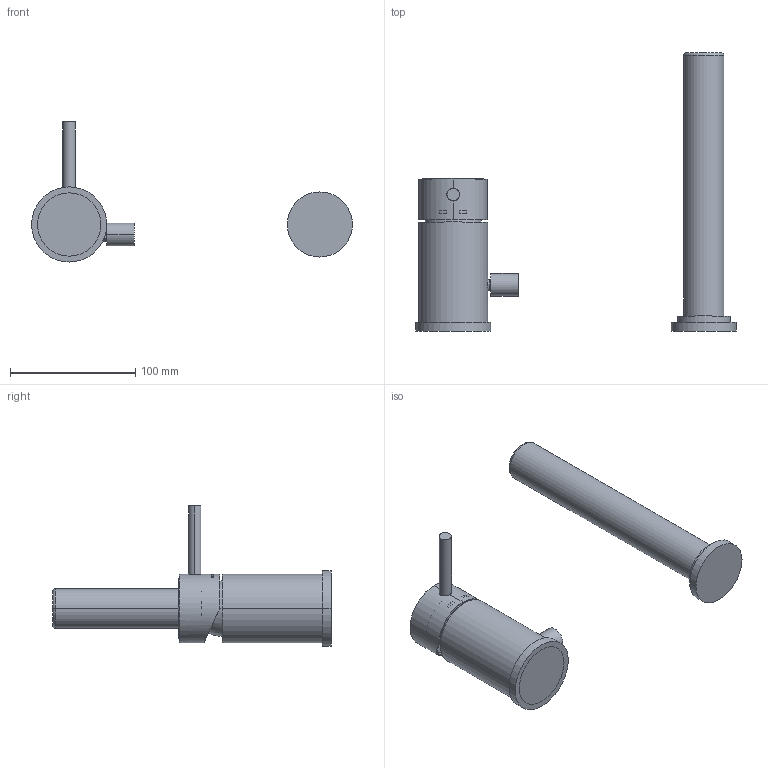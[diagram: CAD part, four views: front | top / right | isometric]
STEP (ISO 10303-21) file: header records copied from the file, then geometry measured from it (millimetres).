
FILE_DESCRIPTION((''),'2;1');
FILE_NAME('LIG048CR','2021-01-14T14:59:43',('ut3'),('PAFFONI SpA'),'CREO PARAMETRIC BY PTC INC, 2020044','CREO PARAMETRIC BY PTC INC, 2020044','');
FILE_SCHEMA(('CONFIG_CONTROL_DESIGN','SHAPE_APPEARANCE_LAYERS_GROUPS'));
Length unit declared in the file: millimetre
Products named in the file (1): LIG048CR
Bounding box: 256 x 222 x 111.85 mm (x, y, z)
Volume: 379005.8 mm3; surface area: 89174.9 mm2
Topology: 4 solids, 4 shells, 243 faces, 557 edges, 347 vertices
Faces by surface type: cylinder 102, plane 75, cone 60, torus 4, bspline 2
Entity records: 9268 total; most frequent: CARTESIAN_POINT 1916, DIRECTION 1238, ORIENTED_EDGE 1102, EDGE_CURVE 551, AXIS2_PLACEMENT_3D 506, VERTEX_POINT 347, EDGE_LOOP 284, CIRCLE 265
